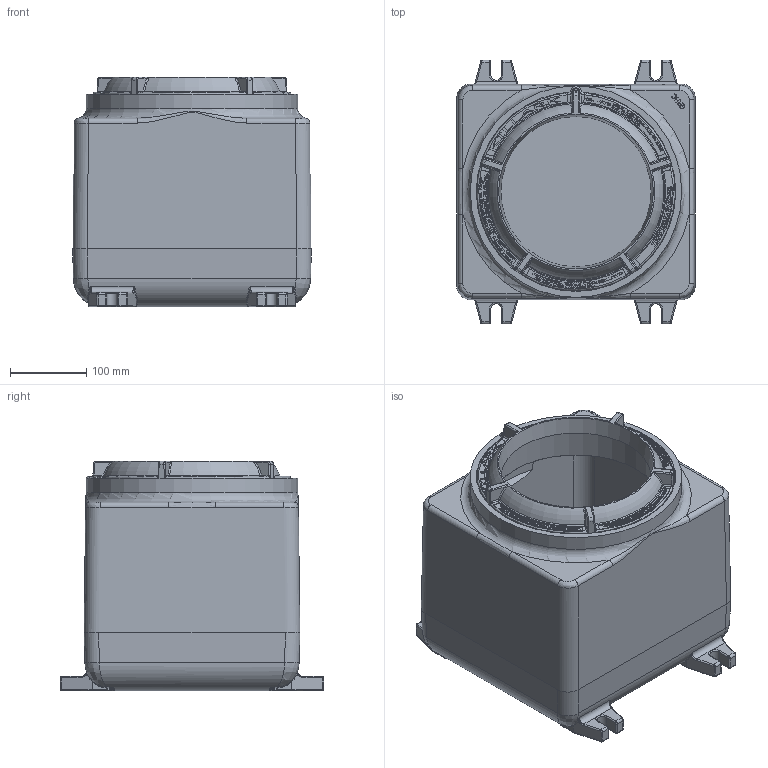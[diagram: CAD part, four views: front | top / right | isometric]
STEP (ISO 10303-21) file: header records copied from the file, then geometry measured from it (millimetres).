
FILE_DESCRIPTION(/* description */ ('GRHC BOX WITH GL-775'),/* implementation_level */ '2;1');
FILE_NAME(/* name */ 'KIL_GRHC-775.stp',/* time_stamp */ '2017-12-18T13:12:49+06:00',/* author */ ('ypadmaraja'),/* organization */ (''),/* preprocessor_version */ 'ST-DEVELOPER v16.13',/* originating_system */ 'Autodesk Inventor 2018',/* authorisation */ '');
FILE_SCHEMA (('AUTOMOTIVE_DESIGN { 1 0 10303 214 3 1 1 }'));
Products named in the file (3): GRHC-775; 17819; 17815
Assembly tree (2 placements, depth 2):
  GRHC-775
    17819
    17815
Bounding box: 313.55 x 346.07 x 301.62 mm (x, y, z)
Volume: 7784603.8 mm3; surface area: 907728 mm2
Topology: 2 solids, 2 shells, 3494 faces, 9385 edges, 6138 vertices
Faces by surface type: plane 2062, bspline 1107, cylinder 237, torus 41, sphere 27, cone 20
Full cylindrical faces by diameter (mm): 2.184 x8, 3.683 x1, 3.962 x1, 224.619 x1, 239.712 x1, 249.225 x1, 250.996 x1, 261.925 x1, 277.812 x1
Entity records: 127189 total; most frequent: CARTESIAN_POINT 46862, ORIENTED_EDGE 18610, DIRECTION 12722, EDGE_CURVE 9305, LINE 6434, VECTOR 6434, VERTEX_POINT 6112, EDGE_LOOP 3795
